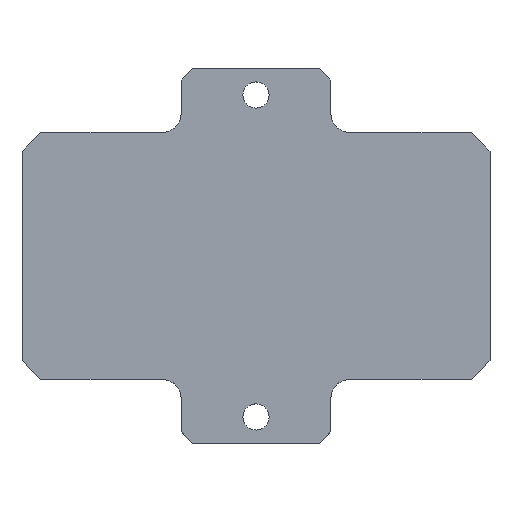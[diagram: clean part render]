
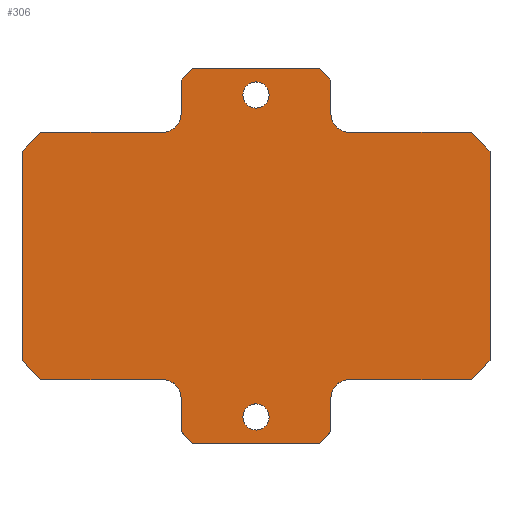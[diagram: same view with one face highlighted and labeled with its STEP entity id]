
A CAD part, top view. The second image highlights one B-rep face of the part: STEP entity #306.
In plain terms, the highlighted planar face has unit normal (0, 0, 1).
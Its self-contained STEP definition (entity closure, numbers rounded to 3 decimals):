
#62=AXIS2_PLACEMENT_3D('Circle Axis2P3D',#60,#61,$) ;
#83=AXIS2_PLACEMENT_3D('Plane Axis2P3D',#80,#81,#82) ;
#96=AXIS2_PLACEMENT_3D('Circle Axis2P3D',#94,#95,$) ;
#138=AXIS2_PLACEMENT_3D('Circle Axis2P3D',#136,#137,$) ;
#180=AXIS2_PLACEMENT_3D('Circle Axis2P3D',#178,#179,$) ;
#222=AXIS2_PLACEMENT_3D('Circle Axis2P3D',#220,#221,$) ;
#281=AXIS2_PLACEMENT_3D('Circle Axis2P3D',#279,#280,$) ;
#290=AXIS2_PLACEMENT_3D('Circle Axis2P3D',#288,#289,$) ;
#299=AXIS2_PLACEMENT_3D('Circle Axis2P3D',#297,#298,$) ;
#43=CARTESIAN_POINT('Vertex',(-3.072,-41.322,9.)) ;
#57=CARTESIAN_POINT('Vertex',(3.072,-44.678,9.)) ;
#60=CARTESIAN_POINT('Axis2P3D Location',(0.,-43.,9.)) ;
#80=CARTESIAN_POINT('Axis2P3D Location',(0.,0.,9.)) ;
#85=CARTESIAN_POINT('Line Origine',(20.,-42.5,9.)) ;
#89=CARTESIAN_POINT('Vertex',(20.,-47.,9.)) ;
#91=CARTESIAN_POINT('Vertex',(20.,-38.,9.)) ;
#94=CARTESIAN_POINT('Axis2P3D Location',(25.,-38.,9.)) ;
#98=CARTESIAN_POINT('Vertex',(25.,-33.,9.)) ;
#101=CARTESIAN_POINT('Line Origine',(41.25,-33.,9.)) ;
#105=CARTESIAN_POINT('Vertex',(57.5,-33.,9.)) ;
#108=CARTESIAN_POINT('Line Origine',(60.,-30.5,9.)) ;
#112=CARTESIAN_POINT('Vertex',(62.5,-28.,9.)) ;
#115=CARTESIAN_POINT('Line Origine',(62.5,0.,9.)) ;
#119=CARTESIAN_POINT('Vertex',(62.5,28.,9.)) ;
#122=CARTESIAN_POINT('Line Origine',(60.,30.5,9.)) ;
#126=CARTESIAN_POINT('Vertex',(57.5,33.,9.)) ;
#129=CARTESIAN_POINT('Line Origine',(41.25,33.,9.)) ;
#133=CARTESIAN_POINT('Vertex',(25.,33.,9.)) ;
#136=CARTESIAN_POINT('Axis2P3D Location',(25.,38.,9.)) ;
#140=CARTESIAN_POINT('Vertex',(20.,38.,9.)) ;
#143=CARTESIAN_POINT('Line Origine',(20.,42.5,9.)) ;
#147=CARTESIAN_POINT('Vertex',(20.,47.,9.)) ;
#150=CARTESIAN_POINT('Line Origine',(18.5,48.5,9.)) ;
#154=CARTESIAN_POINT('Vertex',(17.,50.,9.)) ;
#157=CARTESIAN_POINT('Line Origine',(0.,50.,9.)) ;
#161=CARTESIAN_POINT('Vertex',(-17.,50.,9.)) ;
#164=CARTESIAN_POINT('Line Origine',(-18.5,48.5,9.)) ;
#168=CARTESIAN_POINT('Vertex',(-20.,47.,9.)) ;
#171=CARTESIAN_POINT('Line Origine',(-20.,42.5,9.)) ;
#175=CARTESIAN_POINT('Vertex',(-20.,38.,9.)) ;
#178=CARTESIAN_POINT('Axis2P3D Location',(-25.,38.,9.)) ;
#182=CARTESIAN_POINT('Vertex',(-25.,33.,9.)) ;
#185=CARTESIAN_POINT('Line Origine',(-41.25,33.,9.)) ;
#189=CARTESIAN_POINT('Vertex',(-57.5,33.,9.)) ;
#192=CARTESIAN_POINT('Line Origine',(-60.,30.5,9.)) ;
#196=CARTESIAN_POINT('Vertex',(-62.5,28.,9.)) ;
#199=CARTESIAN_POINT('Line Origine',(-62.5,0.,9.)) ;
#203=CARTESIAN_POINT('Vertex',(-62.5,-28.,9.)) ;
#206=CARTESIAN_POINT('Line Origine',(-60.,-30.5,9.)) ;
#210=CARTESIAN_POINT('Vertex',(-57.5,-33.,9.)) ;
#213=CARTESIAN_POINT('Line Origine',(-41.25,-33.,9.)) ;
#217=CARTESIAN_POINT('Vertex',(-25.,-33.,9.)) ;
#220=CARTESIAN_POINT('Axis2P3D Location',(-25.,-38.,9.)) ;
#224=CARTESIAN_POINT('Vertex',(-20.,-38.,9.)) ;
#227=CARTESIAN_POINT('Line Origine',(-20.,-42.5,9.)) ;
#231=CARTESIAN_POINT('Vertex',(-20.,-47.,9.)) ;
#234=CARTESIAN_POINT('Line Origine',(-18.5,-48.5,9.)) ;
#238=CARTESIAN_POINT('Vertex',(-17.,-50.,9.)) ;
#241=CARTESIAN_POINT('Line Origine',(0.,-50.,9.)) ;
#245=CARTESIAN_POINT('Vertex',(17.,-50.,9.)) ;
#248=CARTESIAN_POINT('Line Origine',(18.5,-48.5,9.)) ;
#279=CARTESIAN_POINT('Axis2P3D Location',(0.,-43.,9.)) ;
#288=CARTESIAN_POINT('Axis2P3D Location',(0.,43.,9.)) ;
#292=CARTESIAN_POINT('Vertex',(-3.072,44.678,9.)) ;
#294=CARTESIAN_POINT('Vertex',(3.072,41.322,9.)) ;
#297=CARTESIAN_POINT('Axis2P3D Location',(0.,43.,9.)) ;
#61=DIRECTION('Axis2P3D Direction',(0.,-0.,-1.)) ;
#81=DIRECTION('Axis2P3D Direction',(0.,0.,1.)) ;
#82=DIRECTION('Axis2P3D XDirection',(1.,0.,0.)) ;
#86=DIRECTION('Vector Direction',(0.,1.,0.)) ;
#95=DIRECTION('Axis2P3D Direction',(0.,0.,1.)) ;
#102=DIRECTION('Vector Direction',(-1.,0.,0.)) ;
#109=DIRECTION('Vector Direction',(-0.707,-0.707,0.)) ;
#116=DIRECTION('Vector Direction',(0.,-1.,0.)) ;
#123=DIRECTION('Vector Direction',(0.707,-0.707,0.)) ;
#130=DIRECTION('Vector Direction',(1.,0.,0.)) ;
#137=DIRECTION('Axis2P3D Direction',(0.,0.,1.)) ;
#144=DIRECTION('Vector Direction',(0.,-1.,0.)) ;
#151=DIRECTION('Vector Direction',(0.707,-0.707,0.)) ;
#158=DIRECTION('Vector Direction',(1.,0.,0.)) ;
#165=DIRECTION('Vector Direction',(-0.707,-0.707,0.)) ;
#172=DIRECTION('Vector Direction',(0.,1.,0.)) ;
#179=DIRECTION('Axis2P3D Direction',(0.,0.,1.)) ;
#186=DIRECTION('Vector Direction',(1.,0.,0.)) ;
#193=DIRECTION('Vector Direction',(0.707,0.707,0.)) ;
#200=DIRECTION('Vector Direction',(0.,1.,0.)) ;
#207=DIRECTION('Vector Direction',(0.707,-0.707,0.)) ;
#214=DIRECTION('Vector Direction',(-1.,0.,0.)) ;
#221=DIRECTION('Axis2P3D Direction',(0.,0.,1.)) ;
#228=DIRECTION('Vector Direction',(0.,-1.,0.)) ;
#235=DIRECTION('Vector Direction',(-0.707,0.707,0.)) ;
#242=DIRECTION('Vector Direction',(1.,0.,0.)) ;
#249=DIRECTION('Vector Direction',(0.707,0.707,0.)) ;
#280=DIRECTION('Axis2P3D Direction',(0.,0.,1.)) ;
#289=DIRECTION('Axis2P3D Direction',(0.,0.,1.)) ;
#298=DIRECTION('Axis2P3D Direction',(0.,0.,1.)) ;
#87=VECTOR('Line Direction',#86,1.) ;
#103=VECTOR('Line Direction',#102,1.) ;
#110=VECTOR('Line Direction',#109,1.) ;
#117=VECTOR('Line Direction',#116,1.) ;
#124=VECTOR('Line Direction',#123,1.) ;
#131=VECTOR('Line Direction',#130,1.) ;
#145=VECTOR('Line Direction',#144,1.) ;
#152=VECTOR('Line Direction',#151,1.) ;
#159=VECTOR('Line Direction',#158,1.) ;
#166=VECTOR('Line Direction',#165,1.) ;
#173=VECTOR('Line Direction',#172,1.) ;
#187=VECTOR('Line Direction',#186,1.) ;
#194=VECTOR('Line Direction',#193,1.) ;
#201=VECTOR('Line Direction',#200,1.) ;
#208=VECTOR('Line Direction',#207,1.) ;
#215=VECTOR('Line Direction',#214,1.) ;
#229=VECTOR('Line Direction',#228,1.) ;
#236=VECTOR('Line Direction',#235,1.) ;
#243=VECTOR('Line Direction',#242,1.) ;
#250=VECTOR('Line Direction',#249,1.) ;
#254=ORIENTED_EDGE('',*,*,#93,.T.) ;
#255=ORIENTED_EDGE('',*,*,#100,.T.) ;
#256=ORIENTED_EDGE('',*,*,#107,.T.) ;
#257=ORIENTED_EDGE('',*,*,#114,.F.) ;
#258=ORIENTED_EDGE('',*,*,#121,.T.) ;
#259=ORIENTED_EDGE('',*,*,#128,.F.) ;
#260=ORIENTED_EDGE('',*,*,#135,.T.) ;
#261=ORIENTED_EDGE('',*,*,#142,.T.) ;
#262=ORIENTED_EDGE('',*,*,#149,.T.) ;
#263=ORIENTED_EDGE('',*,*,#156,.F.) ;
#264=ORIENTED_EDGE('',*,*,#163,.T.) ;
#265=ORIENTED_EDGE('',*,*,#170,.F.) ;
#266=ORIENTED_EDGE('',*,*,#177,.T.) ;
#267=ORIENTED_EDGE('',*,*,#184,.T.) ;
#268=ORIENTED_EDGE('',*,*,#191,.T.) ;
#269=ORIENTED_EDGE('',*,*,#198,.F.) ;
#270=ORIENTED_EDGE('',*,*,#205,.T.) ;
#271=ORIENTED_EDGE('',*,*,#212,.F.) ;
#272=ORIENTED_EDGE('',*,*,#219,.T.) ;
#273=ORIENTED_EDGE('',*,*,#226,.T.) ;
#274=ORIENTED_EDGE('',*,*,#233,.T.) ;
#275=ORIENTED_EDGE('',*,*,#240,.F.) ;
#276=ORIENTED_EDGE('',*,*,#247,.T.) ;
#277=ORIENTED_EDGE('',*,*,#252,.F.) ;
#285=ORIENTED_EDGE('',*,*,#283,.F.) ;
#286=ORIENTED_EDGE('',*,*,#64,.F.) ;
#303=ORIENTED_EDGE('',*,*,#296,.F.) ;
#304=ORIENTED_EDGE('',*,*,#301,.F.) ;
#287=FACE_BOUND('',#284,.T.) ;
#305=FACE_BOUND('',#302,.T.) ;
#306=ADVANCED_FACE('PartBody',(#278,#287,#305),#84,.T.) ;
#63=CIRCLE('generated circle',#62,3.5) ;
#97=CIRCLE('generated circle',#96,5.) ;
#139=CIRCLE('generated circle',#138,5.) ;
#181=CIRCLE('generated circle',#180,5.) ;
#223=CIRCLE('generated circle',#222,5.) ;
#282=CIRCLE('generated circle',#281,3.5) ;
#291=CIRCLE('generated circle',#290,3.5) ;
#300=CIRCLE('generated circle',#299,3.5) ;
#64=EDGE_CURVE('',#58,#44,#63,.F.) ;
#93=EDGE_CURVE('',#90,#92,#88,.T.) ;
#100=EDGE_CURVE('',#92,#99,#97,.F.) ;
#107=EDGE_CURVE('',#99,#106,#104,.F.) ;
#114=EDGE_CURVE('',#113,#106,#111,.T.) ;
#121=EDGE_CURVE('',#113,#120,#118,.F.) ;
#128=EDGE_CURVE('',#127,#120,#125,.T.) ;
#135=EDGE_CURVE('',#127,#134,#132,.F.) ;
#142=EDGE_CURVE('',#134,#141,#139,.F.) ;
#149=EDGE_CURVE('',#141,#148,#146,.F.) ;
#156=EDGE_CURVE('',#155,#148,#153,.T.) ;
#163=EDGE_CURVE('',#155,#162,#160,.F.) ;
#170=EDGE_CURVE('',#169,#162,#167,.F.) ;
#177=EDGE_CURVE('',#169,#176,#174,.F.) ;
#184=EDGE_CURVE('',#176,#183,#181,.F.) ;
#191=EDGE_CURVE('',#183,#190,#188,.F.) ;
#198=EDGE_CURVE('',#197,#190,#195,.T.) ;
#205=EDGE_CURVE('',#197,#204,#202,.F.) ;
#212=EDGE_CURVE('',#211,#204,#209,.F.) ;
#219=EDGE_CURVE('',#211,#218,#216,.F.) ;
#226=EDGE_CURVE('',#218,#225,#223,.F.) ;
#233=EDGE_CURVE('',#225,#232,#230,.T.) ;
#240=EDGE_CURVE('',#239,#232,#237,.T.) ;
#247=EDGE_CURVE('',#239,#246,#244,.T.) ;
#252=EDGE_CURVE('',#90,#246,#251,.F.) ;
#283=EDGE_CURVE('',#44,#58,#282,.T.) ;
#296=EDGE_CURVE('',#293,#295,#291,.T.) ;
#301=EDGE_CURVE('',#295,#293,#300,.T.) ;
#253=EDGE_LOOP('',(#254,#255,#256,#257,#258,#259,#260,#261,#262,#263,#264,#265,#266,#267,#268,#269,#270,#271,#272,#273,#274,#275,#276,#277)) ;
#284=EDGE_LOOP('',(#285,#286)) ;
#302=EDGE_LOOP('',(#303,#304)) ;
#278=FACE_OUTER_BOUND('',#253,.T.) ;
#88=LINE('Line',#85,#87) ;
#104=LINE('Line',#101,#103) ;
#111=LINE('Line',#108,#110) ;
#118=LINE('Line',#115,#117) ;
#125=LINE('Line',#122,#124) ;
#132=LINE('Line',#129,#131) ;
#146=LINE('Line',#143,#145) ;
#153=LINE('Line',#150,#152) ;
#160=LINE('Line',#157,#159) ;
#167=LINE('Line',#164,#166) ;
#174=LINE('Line',#171,#173) ;
#188=LINE('Line',#185,#187) ;
#195=LINE('Line',#192,#194) ;
#202=LINE('Line',#199,#201) ;
#209=LINE('Line',#206,#208) ;
#216=LINE('Line',#213,#215) ;
#230=LINE('Line',#227,#229) ;
#237=LINE('Line',#234,#236) ;
#244=LINE('Line',#241,#243) ;
#251=LINE('Line',#248,#250) ;
#84=PLANE('',#83) ;
#44=VERTEX_POINT('',#43) ;
#58=VERTEX_POINT('',#57) ;
#90=VERTEX_POINT('',#89) ;
#92=VERTEX_POINT('',#91) ;
#99=VERTEX_POINT('',#98) ;
#106=VERTEX_POINT('',#105) ;
#113=VERTEX_POINT('',#112) ;
#120=VERTEX_POINT('',#119) ;
#127=VERTEX_POINT('',#126) ;
#134=VERTEX_POINT('',#133) ;
#141=VERTEX_POINT('',#140) ;
#148=VERTEX_POINT('',#147) ;
#155=VERTEX_POINT('',#154) ;
#162=VERTEX_POINT('',#161) ;
#169=VERTEX_POINT('',#168) ;
#176=VERTEX_POINT('',#175) ;
#183=VERTEX_POINT('',#182) ;
#190=VERTEX_POINT('',#189) ;
#197=VERTEX_POINT('',#196) ;
#204=VERTEX_POINT('',#203) ;
#211=VERTEX_POINT('',#210) ;
#218=VERTEX_POINT('',#217) ;
#225=VERTEX_POINT('',#224) ;
#232=VERTEX_POINT('',#231) ;
#239=VERTEX_POINT('',#238) ;
#246=VERTEX_POINT('',#245) ;
#293=VERTEX_POINT('',#292) ;
#295=VERTEX_POINT('',#294) ;
